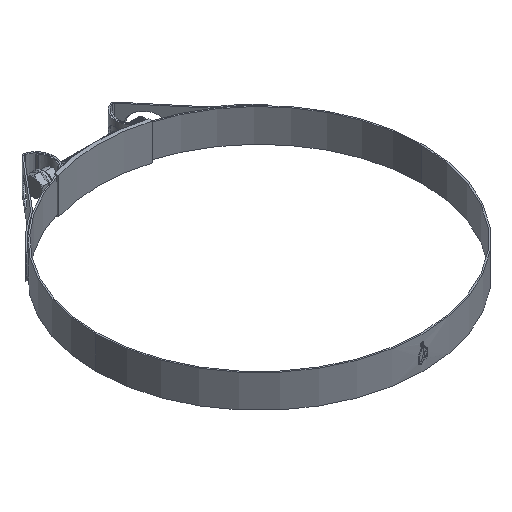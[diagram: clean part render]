
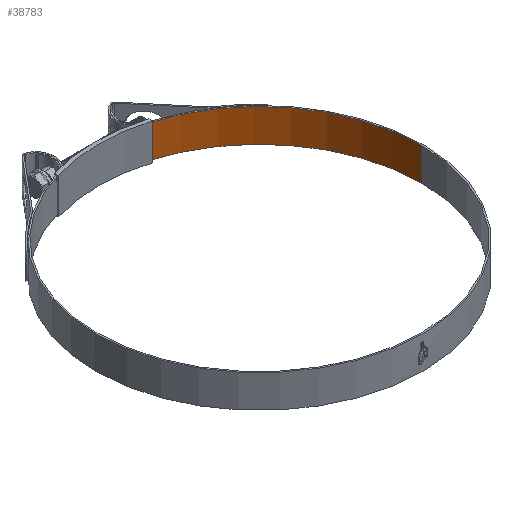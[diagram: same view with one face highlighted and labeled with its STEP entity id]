
A CAD part, isometric view. The second image highlights one B-rep face of the part: STEP entity #38783.
In plain terms, the highlighted cylindrical face has radius 139 mm (diameter 278 mm), a partial arc.
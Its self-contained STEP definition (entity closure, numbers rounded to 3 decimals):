
#483 = FACE_OUTER_BOUND ( 'NONE', #34383, .T. ) ;
#1887 = AXIS2_PLACEMENT_3D ( 'NONE', #9411, #12587, #7014 ) ;
#2980 = AXIS2_PLACEMENT_3D ( 'NONE', #15365, #15765, #37003 ) ;
#3520 = EDGE_CURVE ( 'NONE', #27828, #11176, #14468, .T. ) ;
#5928 = VECTOR ( 'NONE', #15217, 1000. ) ;
#6048 = CARTESIAN_POINT ( 'NONE',  ( 139., 0., -14. ) ) ;
#7014 = DIRECTION ( 'NONE',  ( -1., 0., 0. ) ) ;
#9352 = CARTESIAN_POINT ( 'NONE',  ( 0., 0., 14. ) ) ;
#9411 = CARTESIAN_POINT ( 'NONE',  ( 0., 0., 14. ) ) ;
#11176 = VERTEX_POINT ( 'NONE', #6048 ) ;
#12587 = DIRECTION ( 'NONE',  ( 0., 0., -1. ) ) ;
#13058 = ORIENTED_EDGE ( 'NONE', *, *, #35329, .F. ) ;
#14017 = EDGE_CURVE ( 'NONE', #26174, #15610, #32899, .T. ) ;
#14468 = LINE ( 'NONE', #30152, #26953 ) ;
#15217 = DIRECTION ( 'NONE',  ( 0., 0., -1. ) ) ;
#15365 = CARTESIAN_POINT ( 'NONE',  ( 0., 0., -14. ) ) ;
#15610 = VERTEX_POINT ( 'NONE', #16363 ) ;
#15765 = DIRECTION ( 'NONE',  ( 0., 0., -1. ) ) ;
#16313 = CIRCLE ( 'NONE', #2980, 139. ) ;
#16363 = CARTESIAN_POINT ( 'NONE',  ( 37.825, 133.755, -14. ) ) ;
#19489 = ORIENTED_EDGE ( 'NONE', *, *, #3520, .F. ) ;
#23266 = ORIENTED_EDGE ( 'NONE', *, *, #14017, .T. ) ;
#23967 = EDGE_CURVE ( 'NONE', #15610, #11176, #16313, .T. ) ;
#26174 = VERTEX_POINT ( 'NONE', #30135 ) ;
#26552 = ORIENTED_EDGE ( 'NONE', *, *, #23967, .T. ) ;
#26953 = VECTOR ( 'NONE', #38680, 1000. ) ;
#27621 = DIRECTION ( 'NONE',  ( -1., 0., 0. ) ) ;
#27828 = VERTEX_POINT ( 'NONE', #35091 ) ;
#28223 = DIRECTION ( 'NONE',  ( 0., 0., -1. ) ) ;
#29742 = CARTESIAN_POINT ( 'NONE',  ( 37.825, 133.755, 14. ) ) ;
#30135 = CARTESIAN_POINT ( 'NONE',  ( 37.825, 133.755, 14. ) ) ;
#30152 = CARTESIAN_POINT ( 'NONE',  ( 139., 0., 14. ) ) ;
#31103 = AXIS2_PLACEMENT_3D ( 'NONE', #9352, #28223, #27621 ) ;
#32355 = CIRCLE ( 'NONE', #31103, 139. ) ;
#32899 = LINE ( 'NONE', #29742, #5928 ) ;
#34383 = EDGE_LOOP ( 'NONE', ( #19489, #13058, #23266, #26552 ) ) ;
#35091 = CARTESIAN_POINT ( 'NONE',  ( 139., 0., 14. ) ) ;
#35329 = EDGE_CURVE ( 'NONE', #26174, #27828, #32355, .T. ) ;
#36586 = CYLINDRICAL_SURFACE ( 'NONE', #1887, 139. ) ;
#37003 = DIRECTION ( 'NONE',  ( -1., 0., 0. ) ) ;
#38680 = DIRECTION ( 'NONE',  ( 0., 0., -1. ) ) ;
#38783 = ADVANCED_FACE ( 'NONE', ( #483 ), #36586, .F. ) ;
